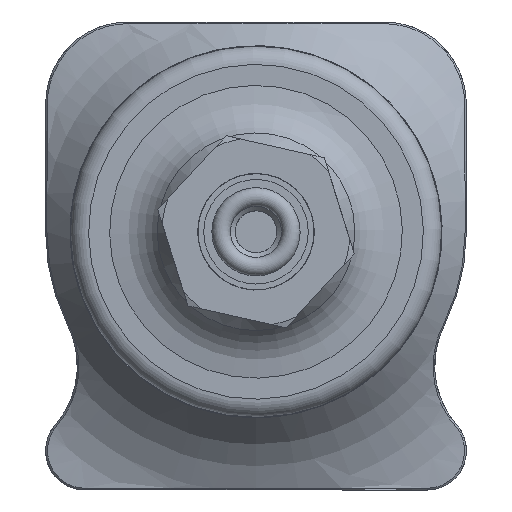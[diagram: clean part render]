
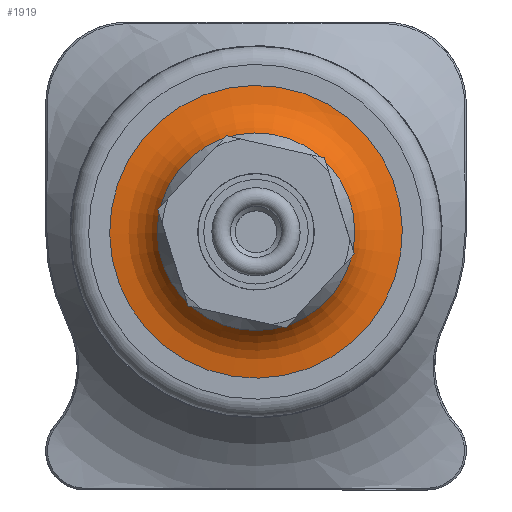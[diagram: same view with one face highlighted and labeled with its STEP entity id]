
A CAD part, front view. The second image highlights one B-rep face of the part: STEP entity #1919.
In plain terms, the highlighted toroidal (fillet/blend) face has major radius 16 mm and minor radius 6 mm.
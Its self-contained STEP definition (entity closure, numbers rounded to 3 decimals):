
#1888=CARTESIAN_POINT('',(7.795,-2.2,13.973));
#1889=VERTEX_POINT('',#1888);
#1890=CARTESIAN_POINT('',(0.,-2.2,0.));
#1891=DIRECTION('',(0.,-1.0,0.));
#1892=DIRECTION('',(0.487,0.,0.873));
#1893=AXIS2_PLACEMENT_3D('',#1890,#1891,#1892);
#1894=CIRCLE('',#1893,16.);
#1895=EDGE_CURVE('',#1889,#1889,#1894,.T.);
#1900=CARTESIAN_POINT('',(0.,-8.2,0.));
#1901=DIRECTION('',(0.,-1.0,0.));
#1902=DIRECTION('',(0.873,0.,-0.487));
#1903=AXIS2_PLACEMENT_3D('',#1900,#1901,#1902);
#1904=TOROIDAL_SURFACE('',#1903,16.,6.);
#1905=CARTESIAN_POINT('',(5.264,-5.2,9.435));
#1906=VERTEX_POINT('',#1905);
#1907=CARTESIAN_POINT('',(0.,-5.2,0.));
#1908=DIRECTION('',(0.,-1.0,0.));
#1909=DIRECTION('',(0.487,0.,0.873));
#1910=AXIS2_PLACEMENT_3D('',#1907,#1908,#1909);
#1911=CIRCLE('',#1910,10.804);
#1912=EDGE_CURVE('',#1906,#1906,#1911,.T.);
#1913=ORIENTED_EDGE('',*,*,#1912,.F.);
#1914=EDGE_LOOP('',(#1913));
#1915=FACE_OUTER_BOUND('',#1914,.T.);
#1916=ORIENTED_EDGE('',*,*,#1895,.T.);
#1917=EDGE_LOOP('',(#1916));
#1918=FACE_BOUND('',#1917,.T.);
#1919=ADVANCED_FACE('',(#1915,#1918),#1904,.F.);
